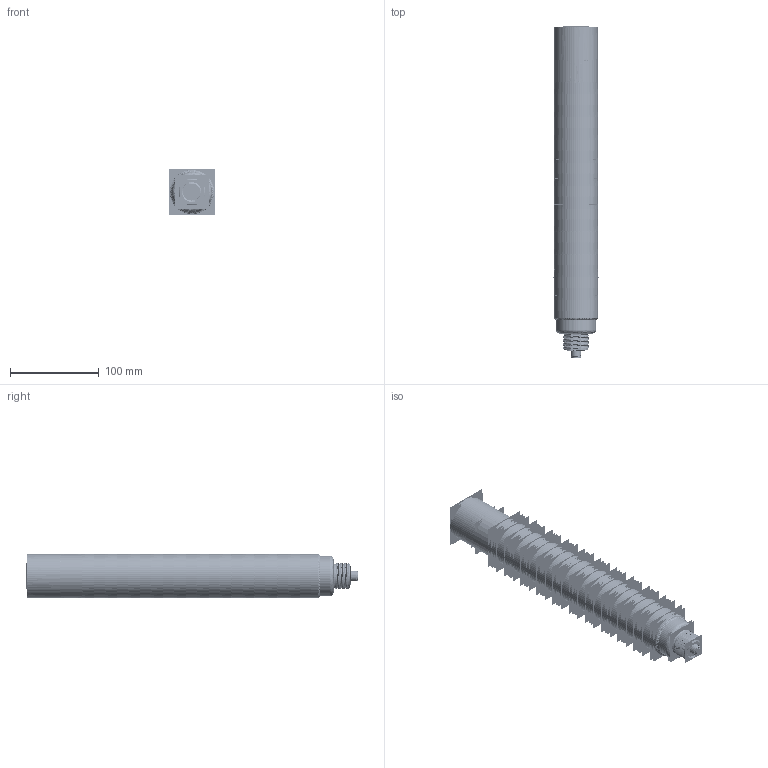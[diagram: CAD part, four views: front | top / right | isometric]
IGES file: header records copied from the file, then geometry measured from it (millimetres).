
Start section:  PTC IGES file: 205872.igs
Global section: file name: 205872.igs; native system: Creo Parametric by PTC Inc.; preprocessor: 2016260; author: pdmadmin; organization: Unknown; date: 20180427.140212; units: millimetre
Bounding box: 52.04 x 373.99 x 52 mm (x, y, z)
Volume: 230889.7 mm3; surface area: 2231891.9 mm2
Topology: 27 solids, 27 shells, 7824 faces, 39160 edges, 48824 vertices
Faces by surface type: bspline 4810, revolution 3014
